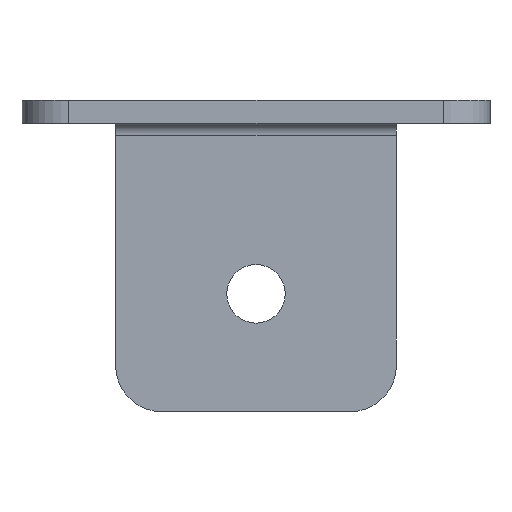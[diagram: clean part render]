
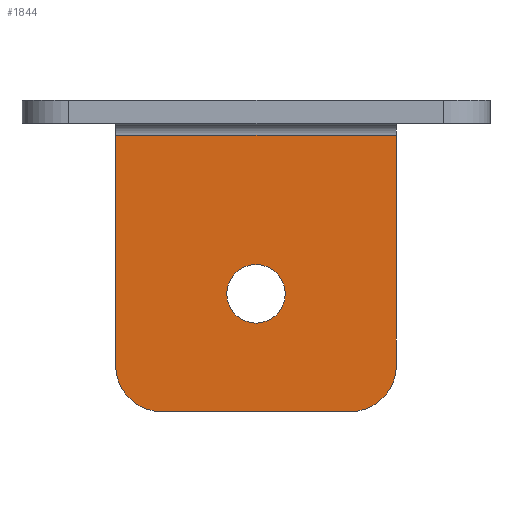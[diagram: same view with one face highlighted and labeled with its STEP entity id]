
A CAD part, left-side view. The second image highlights one B-rep face of the part: STEP entity #1844.
In plain terms, the highlighted planar face has unit normal (-1, 0, 0).
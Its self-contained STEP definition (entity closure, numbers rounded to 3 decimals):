
#235=DIRECTION('',(0.,0.,1.));
#236=VECTOR('',#235,19.65);
#237=CARTESIAN_POINT('',(342.216,366.85,-20.65));
#238=LINE('',#237,#236);
#399=CARTESIAN_POINT('',(342.216,378.85,-14.56));
#400=DIRECTION('',(-1.,0.,0.));
#401=DIRECTION('',(0.,-1.,0.));
#402=AXIS2_PLACEMENT_3D('',#399,#400,#401);
#407=CARTESIAN_POINT('',(342.216,378.85,-14.56));
#408=DIRECTION('',(-1.,0.,0.));
#409=DIRECTION('',(0.,1.,0.));
#410=AXIS2_PLACEMENT_3D('',#407,#408,#409);
#415=DIRECTION('',(0.,1.,0.));
#416=VECTOR('',#415,0.);
#417=CARTESIAN_POINT('',(342.216,390.85,1.828));
#418=LINE('',#417,#416);
#422=DIRECTION('',(0.,1.,0.));
#423=VECTOR('',#422,24.);
#424=CARTESIAN_POINT('',(342.216,366.85,-1.));
#425=LINE('',#424,#423);
#429=CARTESIAN_POINT('',(342.216,370.85,-20.65));
#430=DIRECTION('',(-1.,0.,0.));
#431=DIRECTION('',(0.,0.,-1.));
#432=AXIS2_PLACEMENT_3D('',#429,#430,#431);
#437=CARTESIAN_POINT('',(342.216,386.85,-20.65));
#438=DIRECTION('',(-1.,0.,0.));
#439=DIRECTION('',(0.,1.,0.));
#440=AXIS2_PLACEMENT_3D('',#437,#438,#439);
#453=DIRECTION('',(0.,0.,1.));
#454=VECTOR('',#453,2.828);
#455=CARTESIAN_POINT('',(342.216,390.85,-1.));
#456=LINE('',#455,#454);
#1320=DIRECTION('',(0.,-1.,0.));
#1321=VECTOR('',#1320,16.);
#1322=CARTESIAN_POINT('',(342.216,386.85,-24.65));
#1323=LINE('',#1322,#1321);
#1342=DIRECTION('',(0.,0.,-1.));
#1343=VECTOR('',#1342,22.478);
#1344=CARTESIAN_POINT('',(342.216,390.85,1.828));
#1345=LINE('',#1344,#1343);
#1512=CARTESIAN_POINT('',(342.216,381.35,-14.56));
#1513=VERTEX_POINT('',#1512);
#1514=CARTESIAN_POINT('',(342.216,376.35,-14.56));
#1515=VERTEX_POINT('',#1514);
#1524=CARTESIAN_POINT('',(342.216,390.85,-20.65));
#1525=VERTEX_POINT('',#1524);
#1526=CARTESIAN_POINT('',(342.216,386.85,-24.65));
#1527=VERTEX_POINT('',#1526);
#1532=CARTESIAN_POINT('',(342.216,370.85,-24.65));
#1533=VERTEX_POINT('',#1532);
#1534=CARTESIAN_POINT('',(342.216,366.85,-20.65));
#1535=VERTEX_POINT('',#1534);
#1540=CARTESIAN_POINT('',(342.216,366.85,-1.));
#1541=CARTESIAN_POINT('',(342.216,390.85,-1.));
#1542=VERTEX_POINT('',#1540);
#1543=VERTEX_POINT('',#1541);
#1550=CARTESIAN_POINT('',(342.216,390.85,1.828));
#1551=VERTEX_POINT('',#1550);
#1552=CARTESIAN_POINT('',(342.216,390.85,1.828));
#1553=VERTEX_POINT('',#1552);
#1819=CARTESIAN_POINT('',(342.216,156.069,-24.65));
#1820=DIRECTION('',(-1.,0.,0.));
#1821=DIRECTION('',(0.,-1.,0.));
#1822=AXIS2_PLACEMENT_3D('',#1819,#1820,#1821);
#1823=PLANE('',#1822);
#1824=ORIENTED_EDGE('',*,*,#1597,.F.);
#1826=ORIENTED_EDGE('',*,*,#1825,.F.);
#1828=ORIENTED_EDGE('',*,*,#1827,.F.);
#1829=ORIENTED_EDGE('',*,*,#1623,.F.);
#1831=ORIENTED_EDGE('',*,*,#1830,.F.);
#1833=ORIENTED_EDGE('',*,*,#1832,.F.);
#1835=ORIENTED_EDGE('',*,*,#1834,.F.);
#1837=ORIENTED_EDGE('',*,*,#1836,.F.);
#1838=EDGE_LOOP('',(#1824,#1826,#1828,#1829,#1831,#1833,#1835,#1837));
#1839=FACE_OUTER_BOUND('',#1838,.F.);
#1840=ORIENTED_EDGE('',*,*,#1807,.T.);
#1841=ORIENTED_EDGE('',*,*,#1787,.T.);
#1842=EDGE_LOOP('',(#1840,#1841));
#1843=FACE_BOUND('',#1842,.F.);
#403=CIRCLE('',#402,2.5);
#411=CIRCLE('',#410,2.5);
#433=CIRCLE('',#432,4.);
#441=CIRCLE('',#440,4.);
#1597=EDGE_CURVE('',#1551,#1553,#418,.T.);
#1623=EDGE_CURVE('',#1535,#1542,#238,.T.);
#1787=EDGE_CURVE('',#1513,#1515,#411,.T.);
#1807=EDGE_CURVE('',#1515,#1513,#403,.T.);
#1825=EDGE_CURVE('',#1543,#1551,#456,.T.);
#1827=EDGE_CURVE('',#1542,#1543,#425,.T.);
#1830=EDGE_CURVE('',#1533,#1535,#433,.T.);
#1832=EDGE_CURVE('',#1527,#1533,#1323,.T.);
#1834=EDGE_CURVE('',#1525,#1527,#441,.T.);
#1836=EDGE_CURVE('',#1553,#1525,#1345,.T.);
#1844=ADVANCED_FACE('',(#1839,#1843),#1823,.T.);
